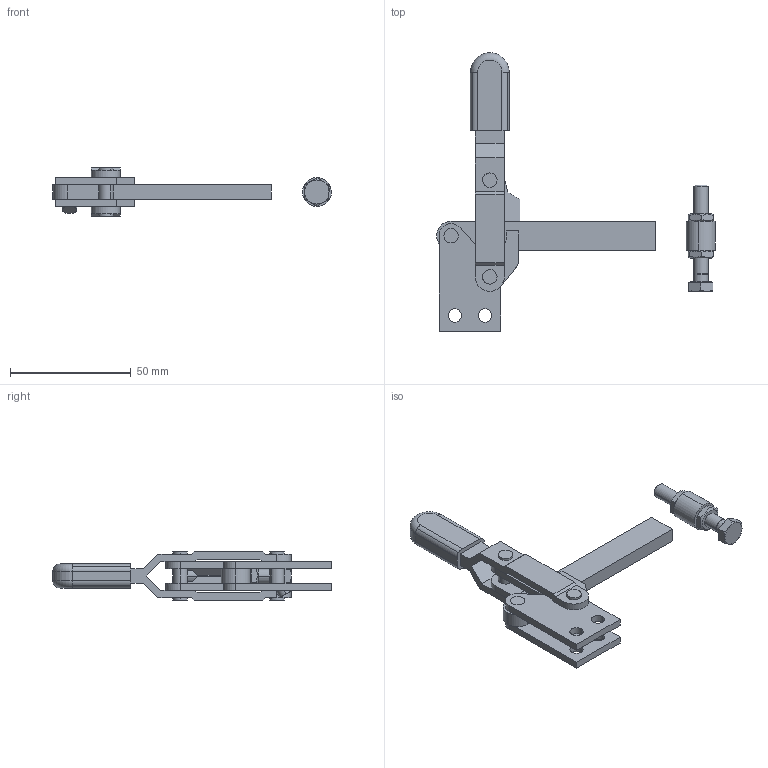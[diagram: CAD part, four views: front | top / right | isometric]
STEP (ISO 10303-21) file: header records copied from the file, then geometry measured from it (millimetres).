
FILE_DESCRIPTION((''),'2;1');
FILE_NAME('MG7.stp','2006-07-11T16:28:24',('Matthew'),(''),'Autodesk Inventor 8','Autodesk Inventor 8','');
FILE_SCHEMA(('AUTOMOTIVE_DESIGN { 1 0 10303 214 1 1 1 1 }'));
Length unit declared in the file: millimetre
Products named in the file (7): MG7; MG71; MG72; MG73; MG74; MG75; MG76
Assembly tree (6 placements, depth 2):
  MG7
    MG71
    MG72
    MG73
    MG74
    MG75
    MG76
Bounding box: 115.37 x 115.26 x 20 mm (x, y, z)
Volume: 28323.1 mm3; surface area: 19857.4 mm2
Topology: 6 solids, 6 shells, 227 faces, 575 edges, 383 vertices
Faces by surface type: plane 92, cylinder 71, bspline 36, cone 26, torus 2
Entity records: 7147 total; most frequent: CARTESIAN_POINT 1456, ORIENTED_EDGE 1150, DIRECTION 1148, EDGE_CURVE 575, AXIS2_PLACEMENT_3D 409, VERTEX_POINT 383, VECTOR 330, LINE 330
